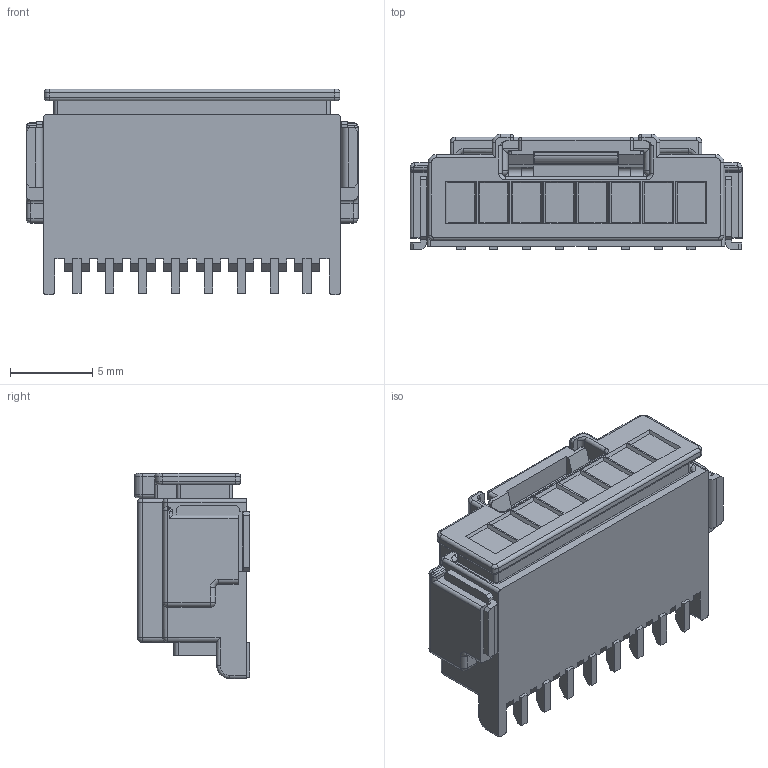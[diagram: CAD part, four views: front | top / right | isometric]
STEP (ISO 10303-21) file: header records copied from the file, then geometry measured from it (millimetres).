
FILE_DESCRIPTION (( 'STEP AP214' ), '1' );
FILE_NAME ('C_020 S SMT 8P H.STEP', '2019-02-13T00:06:21', ( 'Personal' ), ( 'Microsoft' ), 'SwSTEP 2.0', 'SolidWorks 2014', '' );
FILE_SCHEMA (( 'AUTOMOTIVE_DESIGN' ));
Length unit declared in the file: millimetre
Products named in the file (3): C_020 S 8F HSG; C_020 S SMT 8M HZT Ass`y; C_020 S SMT 8P H
Assembly tree (2 placements, depth 2):
  C_020 S SMT 8P H
    C_020 S SMT 8M HZT Ass`y
    C_020 S 8F HSG
Bounding box: 20.2 x 7.01 x 12.5 mm (x, y, z)
Volume: 1137.3 mm3; surface area: 2023.4 mm2
Topology: 2 solids, 2 shells, 885 faces, 2252 edges, 1360 vertices
Faces by surface type: plane 472, cylinder 264, torus 71, bspline 52, sphere 26
Entity records: 28213 total; most frequent: CARTESIAN_POINT 7248, ORIENTED_EDGE 4424, DIRECTION 4233, EDGE_CURVE 2212, LINE 1559, VECTOR 1559, VERTEX_POINT 1360, AXIS2_PLACEMENT_3D 1337
